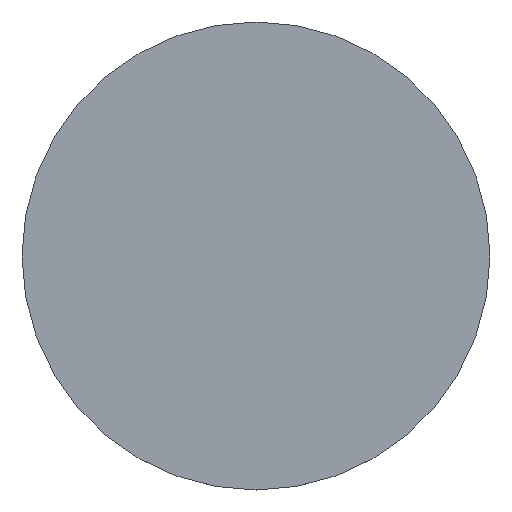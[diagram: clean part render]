
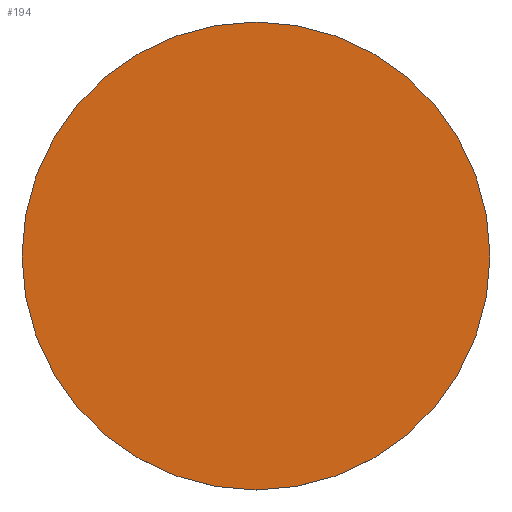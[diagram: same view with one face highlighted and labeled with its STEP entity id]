
A CAD part, top view. The second image highlights one B-rep face of the part: STEP entity #194.
In plain terms, the highlighted planar face has unit normal (0, 0, 1).
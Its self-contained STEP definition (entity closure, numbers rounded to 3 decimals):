
#24=CIRCLE('',#228,8.5);
#39=FACE_OUTER_BOUND('',#53,.T.);
#53=EDGE_LOOP('',(#167));
#99=VERTEX_POINT('',#343);
#122=EDGE_CURVE('',#99,#99,#24,.T.);
#167=ORIENTED_EDGE('',*,*,#122,.F.);
#183=PLANE('',#227);
#194=ADVANCED_FACE('',(#39),#183,.T.);
#227=AXIS2_PLACEMENT_3D('',#342,#277,#278);
#228=AXIS2_PLACEMENT_3D('',#344,#279,#280);
#277=DIRECTION('center_axis',(0.,0.,1.));
#278=DIRECTION('ref_axis',(1.,0.,0.));
#279=DIRECTION('center_axis',(0.,0.,-1.));
#280=DIRECTION('ref_axis',(1.,0.,0.));
#342=CARTESIAN_POINT('Origin',(-8.5,0.,3.2));
#343=CARTESIAN_POINT('',(8.5,0.,3.2));
#344=CARTESIAN_POINT('Origin',(0.,0.,3.2));
